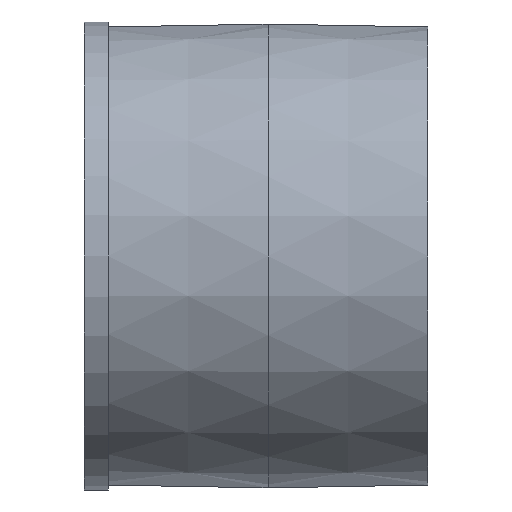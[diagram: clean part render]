
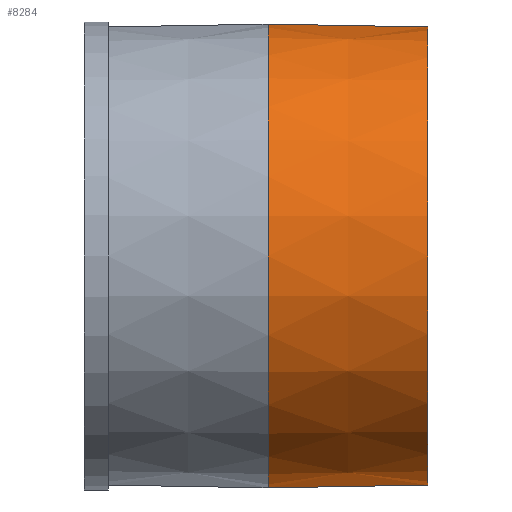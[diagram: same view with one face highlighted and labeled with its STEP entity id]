
A CAD part, left-side view. The second image highlights one B-rep face of the part: STEP entity #8284.
In plain terms, the highlighted conical face has half-angle 1 degrees and reference radius 10.9 mm.
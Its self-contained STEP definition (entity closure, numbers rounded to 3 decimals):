
#169 = VERTEX_POINT ( 'NONE', #11865 ) ;
#480 = DIRECTION ( 'NONE',  ( 0., 1., 0.017 ) ) ;
#782 = ORIENTED_EDGE ( 'NONE', *, *, #12118, .F. ) ;
#1755 = VERTEX_POINT ( 'NONE', #14920 ) ;
#2201 = DIRECTION ( 'NONE',  ( 0., 1., -0.017 ) ) ;
#2439 = CONICAL_SURFACE ( 'NONE', #16803, 10.9, 0.017 ) ;
#2478 = LINE ( 'NONE', #7957, #12220 ) ;
#2492 = DIRECTION ( 'NONE',  ( 0., -1., 0. ) ) ;
#3089 = VERTEX_POINT ( 'NONE', #11764 ) ;
#4498 = EDGE_CURVE ( 'NONE', #169, #3089, #7493, .T. ) ;
#5647 = CARTESIAN_POINT ( 'NONE',  ( -75.121, 11.434, 17.861 ) ) ;
#6151 = CIRCLE ( 'NONE', #16219, 10.9 ) ;
#7493 = CIRCLE ( 'NONE', #9216, 10.769 ) ;
#7835 = FACE_OUTER_BOUND ( 'NONE', #10609, .T. ) ;
#7957 = CARTESIAN_POINT ( 'NONE',  ( -75.121, 18.934, 6.961 ) ) ;
#8265 = EDGE_CURVE ( 'NONE', #169, #1755, #12815, .T. ) ;
#8284 = ADVANCED_FACE ( 'NONE', ( #7835 ), #2439, .T. ) ;
#9199 = ORIENTED_EDGE ( 'NONE', *, *, #15390, .T. ) ;
#9216 = AXIS2_PLACEMENT_3D ( 'NONE', #5647, #11208, #11046 ) ;
#10609 = EDGE_LOOP ( 'NONE', ( #9199, #782, #15306, #10900 ) ) ;
#10781 = VECTOR ( 'NONE', #480, 1000. ) ;
#10900 = ORIENTED_EDGE ( 'NONE', *, *, #8265, .T. ) ;
#11046 = DIRECTION ( 'NONE',  ( 0., 0., 1. ) ) ;
#11208 = DIRECTION ( 'NONE',  ( 0., -1., 0. ) ) ;
#11369 = CARTESIAN_POINT ( 'NONE',  ( -75.121, 18.934, 28.761 ) ) ;
#11628 = DIRECTION ( 'NONE',  ( 0., 1., 0. ) ) ;
#11764 = CARTESIAN_POINT ( 'NONE',  ( -75.121, 11.434, 7.092 ) ) ;
#11865 = CARTESIAN_POINT ( 'NONE',  ( -75.121, 11.434, 28.63 ) ) ;
#12118 = EDGE_CURVE ( 'NONE', #3089, #12737, #2478, .T. ) ;
#12220 = VECTOR ( 'NONE', #2201, 1000. ) ;
#12737 = VERTEX_POINT ( 'NONE', #17237 ) ;
#12815 = LINE ( 'NONE', #11369, #10781 ) ;
#12972 = DIRECTION ( 'NONE',  ( 0., 0., 1. ) ) ;
#14718 = CARTESIAN_POINT ( 'NONE',  ( -75.121, 18.934, 17.861 ) ) ;
#14920 = CARTESIAN_POINT ( 'NONE',  ( -75.121, 18.934, 28.761 ) ) ;
#15306 = ORIENTED_EDGE ( 'NONE', *, *, #4498, .F. ) ;
#15390 = EDGE_CURVE ( 'NONE', #1755, #12737, #6151, .T. ) ;
#16219 = AXIS2_PLACEMENT_3D ( 'NONE', #14718, #2492, #16420 ) ;
#16420 = DIRECTION ( 'NONE',  ( 0., 0., 1. ) ) ;
#16803 = AXIS2_PLACEMENT_3D ( 'NONE', #17117, #11628, #12972 ) ;
#17117 = CARTESIAN_POINT ( 'NONE',  ( -75.121, 18.934, 17.861 ) ) ;
#17237 = CARTESIAN_POINT ( 'NONE',  ( -75.121, 18.934, 6.961 ) ) ;
